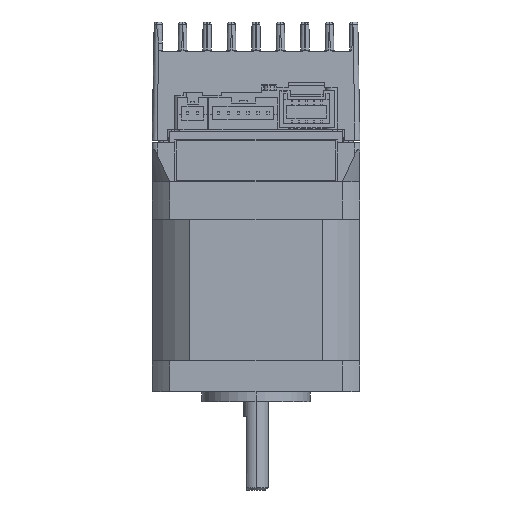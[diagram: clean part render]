
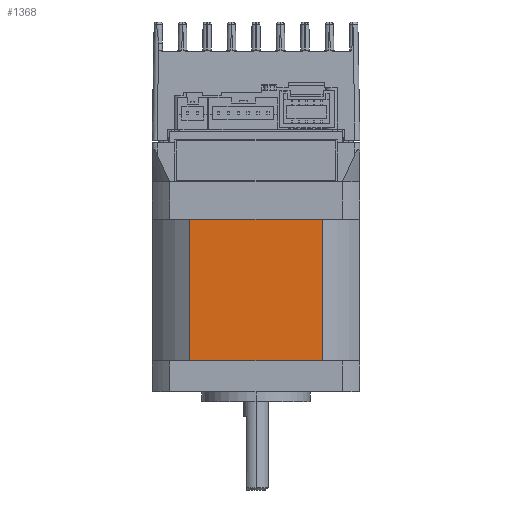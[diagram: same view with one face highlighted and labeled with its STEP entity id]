
A CAD part, left-side view. The second image highlights one B-rep face of the part: STEP entity #1368.
In plain terms, the highlighted planar face has unit normal (-1, 0, 0).
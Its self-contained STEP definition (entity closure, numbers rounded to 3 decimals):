
#297 = EDGE_CURVE ( 'NONE', #30182, #392, #24333, .T. ) ;
#392 = VERTEX_POINT ( 'NONE', #41484 ) ;
#1368 = ADVANCED_FACE ( 'NONE', ( #56427 ), #3997, .F. ) ;
#3368 = VECTOR ( 'NONE', #5265, 1000. ) ;
#3997 = PLANE ( 'NONE',  #18679 ) ;
#4241 = DIRECTION ( 'NONE',  ( 1., 0., 0. ) ) ;
#4716 = CARTESIAN_POINT ( 'NONE',  ( -21.15, 21.15, 28.8 ) ) ;
#5265 = DIRECTION ( 'NONE',  ( 0., 0., 1. ) ) ;
#5485 = DIRECTION ( 'NONE',  ( 0., 0., -1. ) ) ;
#5765 = VERTEX_POINT ( 'NONE', #68811 ) ;
#6249 = CARTESIAN_POINT ( 'NONE',  ( -21.15, 21.15, 0. ) ) ;
#8914 = VECTOR ( 'NONE', #14162, 1000. ) ;
#9326 = VECTOR ( 'NONE', #48948, 1000. ) ;
#9585 = VECTOR ( 'NONE', #45450, 1000. ) ;
#14162 = DIRECTION ( 'NONE',  ( 0., 0., -1. ) ) ;
#18679 = AXIS2_PLACEMENT_3D ( 'NONE', #4716, #4241, #5485 ) ;
#21779 = ORIENTED_EDGE ( 'NONE', *, *, #71715, .F. ) ;
#24333 = LINE ( 'NONE', #50829, #9326 ) ;
#25969 = CARTESIAN_POINT ( 'NONE',  ( -21.15, 13.535, 0. ) ) ;
#30182 = VERTEX_POINT ( 'NONE', #37223 ) ;
#34459 = ORIENTED_EDGE ( 'NONE', *, *, #297, .F. ) ;
#37223 = CARTESIAN_POINT ( 'NONE',  ( -21.15, 13.535, 28.8 ) ) ;
#41484 = CARTESIAN_POINT ( 'NONE',  ( -21.15, -13.535, 28.8 ) ) ;
#45450 = DIRECTION ( 'NONE',  ( 0., -1., 0. ) ) ;
#47619 = CARTESIAN_POINT ( 'NONE',  ( -21.15, -13.535, 0. ) ) ;
#48035 = ORIENTED_EDGE ( 'NONE', *, *, #50925, .F. ) ;
#48129 = LINE ( 'NONE', #72268, #3368 ) ;
#48908 = EDGE_CURVE ( 'NONE', #69020, #5765, #52475, .T. ) ;
#48948 = DIRECTION ( 'NONE',  ( 0., -1., 0. ) ) ;
#50829 = CARTESIAN_POINT ( 'NONE',  ( -21.15, 21.15, 28.8 ) ) ;
#50925 = EDGE_CURVE ( 'NONE', #69020, #30182, #48129, .T. ) ;
#52475 = LINE ( 'NONE', #6249, #9585 ) ;
#56427 = FACE_OUTER_BOUND ( 'NONE', #60278, .T. ) ;
#57080 = LINE ( 'NONE', #47619, #8914 ) ;
#60278 = EDGE_LOOP ( 'NONE', ( #48035, #68939, #21779, #34459 ) ) ;
#68811 = CARTESIAN_POINT ( 'NONE',  ( -21.15, -13.535, 0. ) ) ;
#68939 = ORIENTED_EDGE ( 'NONE', *, *, #48908, .T. ) ;
#69020 = VERTEX_POINT ( 'NONE', #25969 ) ;
#71715 = EDGE_CURVE ( 'NONE', #392, #5765, #57080, .T. ) ;
#72268 = CARTESIAN_POINT ( 'NONE',  ( -21.15, 13.535, 0. ) ) ;
